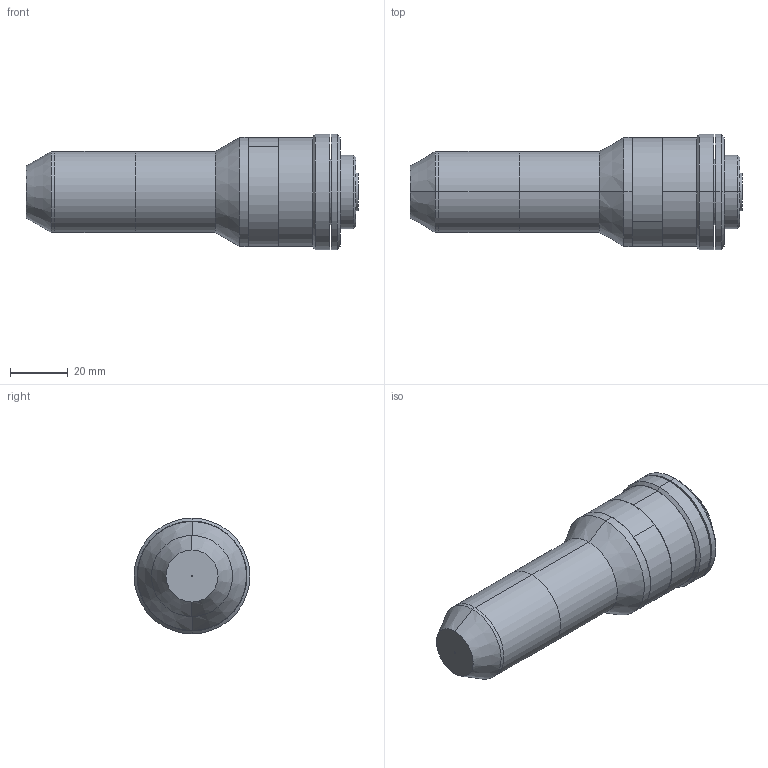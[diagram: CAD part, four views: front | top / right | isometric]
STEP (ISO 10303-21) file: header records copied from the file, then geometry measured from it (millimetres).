
FILE_DESCRIPTION (( 'STEP AP203' ), '1' );
FILE_NAME ('DP20541-B_PCHI023.step', '2021-12-13T14:13:07', ( '' ), ( '' ), 'SwSTEP 2.0', 'SolidWorks 2021', '' );
FILE_SCHEMA (( 'CONFIG_CONTROL_DESIGN' ));
Length unit declared in the file: millimetre
Products named in the file (1): DP20541-B_PCHI023
Bounding box: 114.76 x 40 x 40 mm (x, y, z)
Surface area: 17951.6 mm2 (no closed solid volume)
Topology: 0 solids, 10 shells, 53 faces, 130 edges, 92 vertices
Faces by surface type: cylinder 28, plane 15, cone 10
Entity records: 1694 total; most frequent: DIRECTION 330, CARTESIAN_POINT 276, ORIENTED_EDGE 216, AXIS2_PLACEMENT_3D 146, EDGE_CURVE 130, VERTEX_POINT 92, CIRCLE 92, EDGE_LOOP 70
